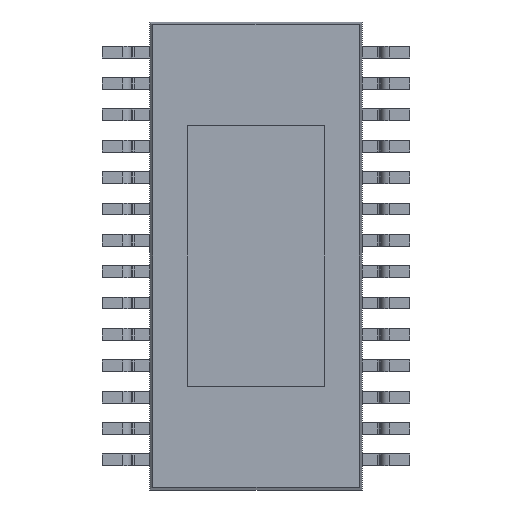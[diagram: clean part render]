
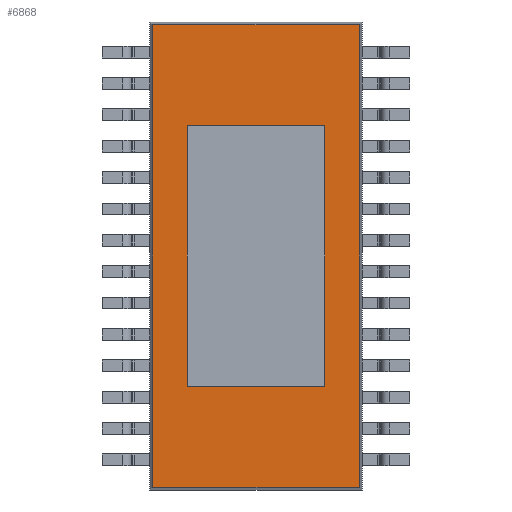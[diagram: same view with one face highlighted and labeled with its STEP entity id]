
A CAD part, front view. The second image highlights one B-rep face of the part: STEP entity #6868.
In plain terms, the highlighted planar face has unit normal (0, -1, 0).
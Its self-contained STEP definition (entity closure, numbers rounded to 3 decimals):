
#290 = VERTEX_POINT ( 'NONE', #4506 ) ;
#419 = ORIENTED_EDGE ( 'NONE', *, *, #3671, .T. ) ;
#494 = DIRECTION ( 'NONE',  ( 1., 0., 0. ) ) ;
#735 = LINE ( 'NONE', #11489, #3067 ) ;
#753 = VERTEX_POINT ( 'NONE', #4477 ) ;
#1056 = CARTESIAN_POINT ( 'NONE',  ( -2.142, 0.15, -4.792 ) ) ;
#1094 = DIRECTION ( 'NONE',  ( -1., 0., 0. ) ) ;
#1321 = CARTESIAN_POINT ( 'NONE',  ( 1.425, 0.15, -2.7 ) ) ;
#1788 = EDGE_LOOP ( 'NONE', ( #3637, #5559, #11019, #3523 ) ) ;
#1821 = DIRECTION ( 'NONE',  ( 0., -1., 0. ) ) ;
#2125 = VECTOR ( 'NONE', #12584, 1000. ) ;
#2857 = VERTEX_POINT ( 'NONE', #1056 ) ;
#2945 = CARTESIAN_POINT ( 'NONE',  ( 0., 0.15, 0. ) ) ;
#3009 = LINE ( 'NONE', #6721, #7711 ) ;
#3067 = VECTOR ( 'NONE', #494, 1000. ) ;
#3283 = VECTOR ( 'NONE', #12750, 1000. ) ;
#3523 = ORIENTED_EDGE ( 'NONE', *, *, #6651, .F. ) ;
#3637 = ORIENTED_EDGE ( 'NONE', *, *, #11949, .F. ) ;
#3671 = EDGE_CURVE ( 'NONE', #753, #10127, #10077, .T. ) ;
#3988 = ORIENTED_EDGE ( 'NONE', *, *, #11370, .T. ) ;
#4256 = VECTOR ( 'NONE', #9685, 1000. ) ;
#4373 = EDGE_LOOP ( 'NONE', ( #10876, #419, #3988, #5726 ) ) ;
#4477 = CARTESIAN_POINT ( 'NONE',  ( 2.142, 0.15, -4.792 ) ) ;
#4506 = CARTESIAN_POINT ( 'NONE',  ( -2.142, 0.15, 4.792 ) ) ;
#4697 = DIRECTION ( 'NONE',  ( 1., 0., 0. ) ) ;
#4934 = CARTESIAN_POINT ( 'NONE',  ( 1.425, 0.15, 2.7 ) ) ;
#5065 = EDGE_CURVE ( 'NONE', #7279, #8723, #10018, .T. ) ;
#5380 = CARTESIAN_POINT ( 'NONE',  ( -1.425, 0.15, -2.7 ) ) ;
#5559 = ORIENTED_EDGE ( 'NONE', *, *, #5065, .F. ) ;
#5634 = LINE ( 'NONE', #5732, #3283 ) ;
#5726 = ORIENTED_EDGE ( 'NONE', *, *, #9746, .T. ) ;
#5732 = CARTESIAN_POINT ( 'NONE',  ( -2.142, 0.15, 4.85 ) ) ;
#5787 = EDGE_CURVE ( 'NONE', #12878, #7279, #8597, .T. ) ;
#6640 = CARTESIAN_POINT ( 'NONE',  ( -1.425, 0.15, 2.7 ) ) ;
#6651 = EDGE_CURVE ( 'NONE', #9422, #12878, #735, .T. ) ;
#6721 = CARTESIAN_POINT ( 'NONE',  ( -1.425, 0.15, -2.7 ) ) ;
#6868 = ADVANCED_FACE ( 'NONE', ( #12578, #12738 ), #7796, .T. ) ;
#7189 = DIRECTION ( 'NONE',  ( 0., 0., 1. ) ) ;
#7279 = VERTEX_POINT ( 'NONE', #11374 ) ;
#7711 = VECTOR ( 'NONE', #8679, 1000. ) ;
#7796 = PLANE ( 'NONE',  #8515 ) ;
#8157 = VECTOR ( 'NONE', #1094, 1000. ) ;
#8503 = CARTESIAN_POINT ( 'NONE',  ( 2.142, 0.15, 4.792 ) ) ;
#8515 = AXIS2_PLACEMENT_3D ( 'NONE', #2945, #1821, #11830 ) ;
#8597 = LINE ( 'NONE', #10362, #8903 ) ;
#8679 = DIRECTION ( 'NONE',  ( 0., 0., -1. ) ) ;
#8723 = VERTEX_POINT ( 'NONE', #6640 ) ;
#8903 = VECTOR ( 'NONE', #7189, 1000. ) ;
#9422 = VERTEX_POINT ( 'NONE', #5380 ) ;
#9603 = CARTESIAN_POINT ( 'NONE',  ( 2.2, 0.15, 4.792 ) ) ;
#9685 = DIRECTION ( 'NONE',  ( -1., 0., 0. ) ) ;
#9746 = EDGE_CURVE ( 'NONE', #290, #2857, #5634, .T. ) ;
#10018 = LINE ( 'NONE', #4934, #8157 ) ;
#10077 = LINE ( 'NONE', #11576, #2125 ) ;
#10127 = VERTEX_POINT ( 'NONE', #8503 ) ;
#10362 = CARTESIAN_POINT ( 'NONE',  ( 1.425, 0.15, -2.7 ) ) ;
#10726 = CARTESIAN_POINT ( 'NONE',  ( -2.2, 0.15, -4.792 ) ) ;
#10876 = ORIENTED_EDGE ( 'NONE', *, *, #11990, .T. ) ;
#10950 = VECTOR ( 'NONE', #4697, 1000. ) ;
#10964 = LINE ( 'NONE', #9603, #4256 ) ;
#11019 = ORIENTED_EDGE ( 'NONE', *, *, #5787, .F. ) ;
#11107 = LINE ( 'NONE', #10726, #10950 ) ;
#11370 = EDGE_CURVE ( 'NONE', #10127, #290, #10964, .T. ) ;
#11374 = CARTESIAN_POINT ( 'NONE',  ( 1.425, 0.15, 2.7 ) ) ;
#11489 = CARTESIAN_POINT ( 'NONE',  ( 1.425, 0.15, -2.7 ) ) ;
#11576 = CARTESIAN_POINT ( 'NONE',  ( 2.142, 0.15, -4.85 ) ) ;
#11830 = DIRECTION ( 'NONE',  ( 0., 0., -1. ) ) ;
#11949 = EDGE_CURVE ( 'NONE', #8723, #9422, #3009, .T. ) ;
#11990 = EDGE_CURVE ( 'NONE', #2857, #753, #11107, .T. ) ;
#12578 = FACE_BOUND ( 'NONE', #1788, .T. ) ;
#12584 = DIRECTION ( 'NONE',  ( 0., 0., 1. ) ) ;
#12738 = FACE_OUTER_BOUND ( 'NONE', #4373, .T. ) ;
#12750 = DIRECTION ( 'NONE',  ( 0., 0., -1. ) ) ;
#12878 = VERTEX_POINT ( 'NONE', #1321 ) ;
